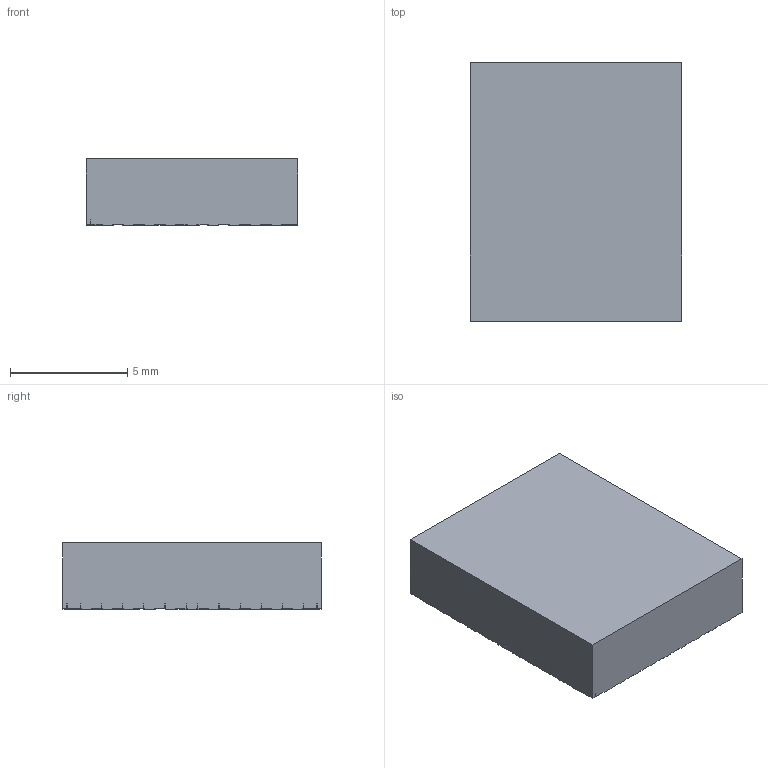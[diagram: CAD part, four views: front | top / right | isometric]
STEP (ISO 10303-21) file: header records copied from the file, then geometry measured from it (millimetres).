
FILE_DESCRIPTION(/* description */ ('Unknown'),/* implementation_level */ '2;1');
FILE_NAME(/* name */ 'U_Wurth_MagIC-VDRM-BQFN_171021501',/* time_stamp */ '2024-10-30T11:42:29+08:00',/* author */ ('Unknown'),/* organization */ ('Unknown'),/* preprocessor_version */ 'ST-DEVELOPER v16.7',/* originating_system */ 'Solid Edge',/* authorisation */ 'Unknown');
FILE_SCHEMA (('AUTOMOTIVE_DESIGN {1 0 10303 214 3 1 1}'));
Length unit declared in the file: millimetre
Products named in the file (2): U_Wurth_MagIC-VDRM-BQFN_171021501
Assembly tree (1 placements, depth 2):
  U_Wurth_MagIC-VDRM-BQFN_171021501
    U_Wurth_MagIC-VDRM-BQFN_171021501
Bounding box: 9 x 11 x 2.83 mm (x, y, z)
Volume: 278 mm3; surface area: 315 mm2
Topology: 1 solids, 1 shells, 533 faces, 1578 edges, 1052 vertices
Faces by surface type: plane 466, cylinder 67
Entity records: 21341 total; most frequent: CARTESIAN_POINT 3165, ORIENTED_EDGE 3156, DIRECTION 2782, EDGE_CURVE 1578, LINE 1444, VECTOR 1444, VERTEX_POINT 1052, AXIS2_PLACEMENT_3D 669
